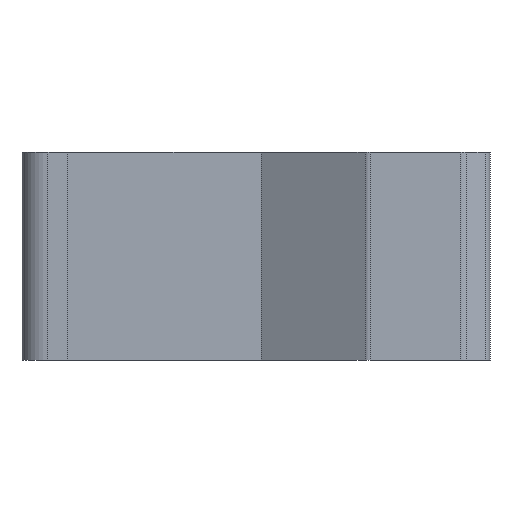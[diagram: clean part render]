
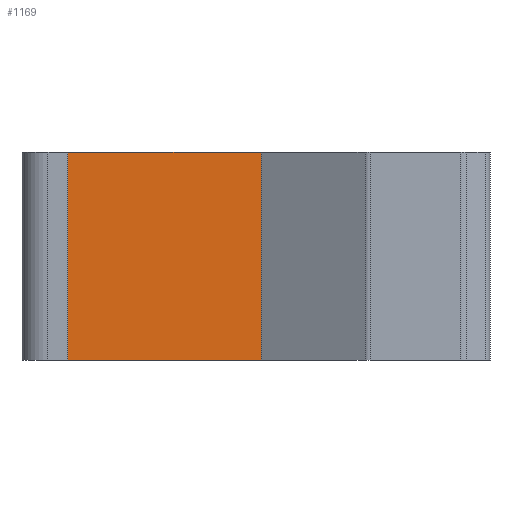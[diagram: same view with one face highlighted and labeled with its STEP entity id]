
A CAD part, left-side view. The second image highlights one B-rep face of the part: STEP entity #1169.
In plain terms, the highlighted planar face has unit normal (-1, 0, 0).
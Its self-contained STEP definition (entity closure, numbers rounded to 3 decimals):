
#17=DIRECTION('',(0.,-1.,0.));
#18=VECTOR('',#17,18.6);
#19=CARTESIAN_POINT('',(-14.1,18.,-10.));
#20=LINE('',#19,#18);
#282=DIRECTION('',(0.,0.,1.));
#283=VECTOR('',#282,20.);
#284=CARTESIAN_POINT('',(-14.1,18.,-10.));
#285=LINE('',#284,#283);
#518=DIRECTION('',(0.,0.,1.));
#519=VECTOR('',#518,20.);
#520=CARTESIAN_POINT('',(-14.1,-0.6,-10.));
#521=LINE('',#520,#519);
#522=DIRECTION('',(0.,-1.,0.));
#523=VECTOR('',#522,18.6);
#524=CARTESIAN_POINT('',(-14.1,18.,10.));
#525=LINE('',#524,#523);
#787=CARTESIAN_POINT('',(-14.1,18.,-10.));
#788=CARTESIAN_POINT('',(-14.1,-0.6,-10.));
#789=VERTEX_POINT('',#787);
#790=VERTEX_POINT('',#788);
#907=CARTESIAN_POINT('',(-14.1,18.,10.));
#908=CARTESIAN_POINT('',(-14.1,-0.6,10.));
#909=VERTEX_POINT('',#907);
#910=VERTEX_POINT('',#908);
#1155=CARTESIAN_POINT('',(-14.1,18.,-10.));
#1156=DIRECTION('',(-1.,0.,0.));
#1157=DIRECTION('',(0.,-1.,0.));
#1158=AXIS2_PLACEMENT_3D('',#1155,#1156,#1157);
#1159=PLANE('',#1158);
#1160=ORIENTED_EDGE('',*,*,#1032,.F.);
#1162=ORIENTED_EDGE('',*,*,#1161,.T.);
#1164=ORIENTED_EDGE('',*,*,#1163,.T.);
#1166=ORIENTED_EDGE('',*,*,#1165,.F.);
#1167=EDGE_LOOP('',(#1160,#1162,#1164,#1166));
#1168=FACE_OUTER_BOUND('',#1167,.F.);
#1032=EDGE_CURVE('',#789,#790,#20,.T.);
#1161=EDGE_CURVE('',#789,#909,#285,.T.);
#1163=EDGE_CURVE('',#909,#910,#525,.T.);
#1165=EDGE_CURVE('',#790,#910,#521,.T.);
#1169=ADVANCED_FACE('',(#1168),#1159,.T.);
